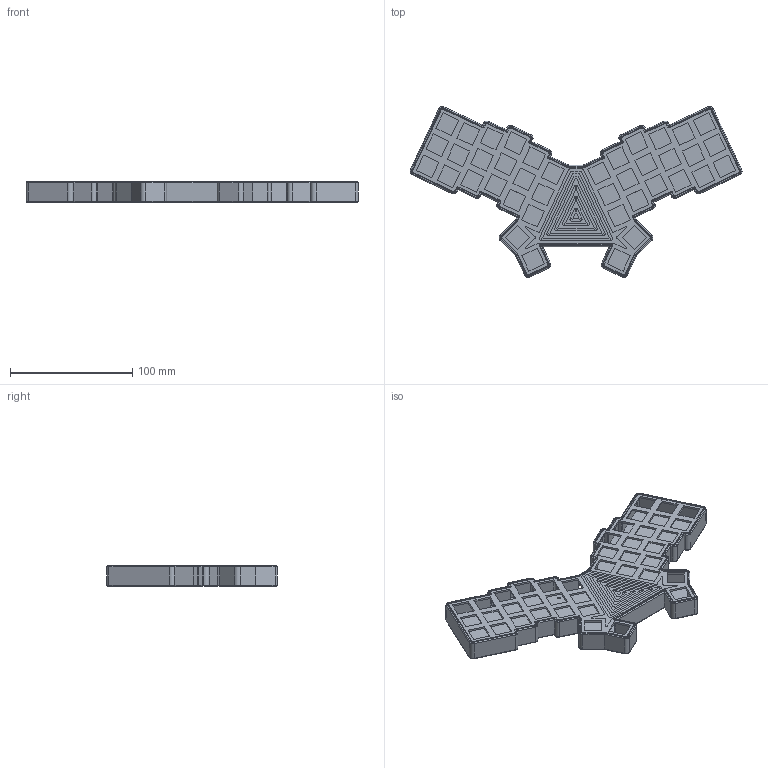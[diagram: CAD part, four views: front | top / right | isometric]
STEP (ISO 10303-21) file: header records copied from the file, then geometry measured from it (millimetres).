
FILE_DESCRIPTION(('HOOPS Exchange Step'),'2;1');
FILE_NAME('temp_export','2024-04-13T09:20:55-04:00',('jscotto'),('Shapr3D Limited'),'HOOPS Exchange 2023.2','Shapr3D','Authorized');
FILE_SCHEMA( ('AUTOMOTIVE_DESIGN { 1 0 10303 214 1 1 1 1 }') );
Length unit declared in the file: millimetre
Products named in the file (2): Plate; 3x6 (v0.0.1)
Assembly tree (1 placements, depth 2):
  3x6 (v0.0.1)
    Plate
Bounding box: 271.61 x 139.65 x 16.4 mm (x, y, z)
Volume: 64708.3 mm3; surface area: 92104 mm2
Topology: 3 solids, 3 shells, 1023 faces, 2850 edges, 1848 vertices
Faces by surface type: plane 497, cylinder 452, torus 60, cone 14
Full cylindrical faces by diameter (mm): 2.2 x8
Entity records: 33165 total; most frequent: DIRECTION 5856, CARTESIAN_POINT 5744, ORIENTED_EDGE 5700, EDGE_CURVE 2850, AXIS2_PLACEMENT_3D 1987, VECTOR 1882, LINE 1882, VERTEX_POINT 1848
